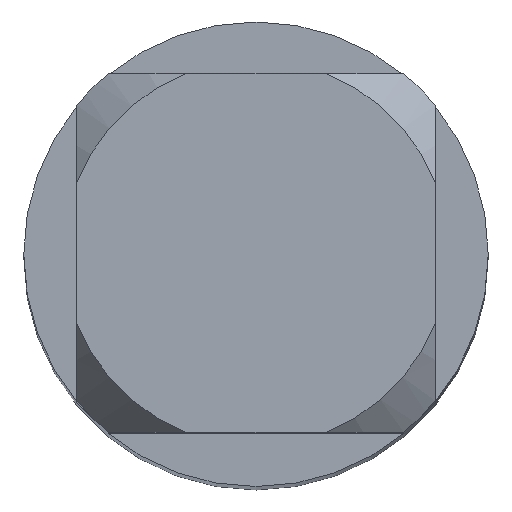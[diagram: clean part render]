
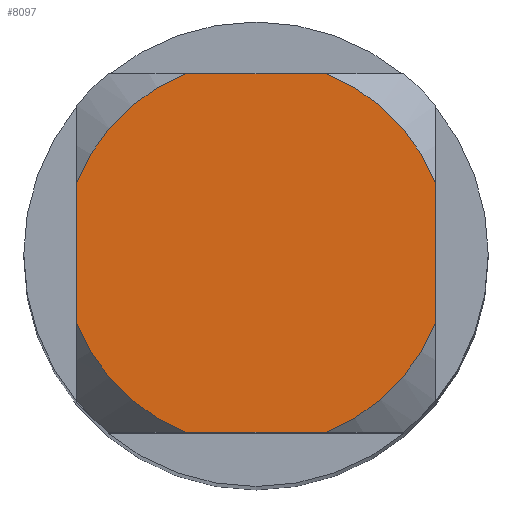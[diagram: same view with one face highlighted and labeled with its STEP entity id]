
A CAD part, top view. The second image highlights one B-rep face of the part: STEP entity #8097.
In plain terms, the highlighted planar face has unit normal (0, 0, 1).
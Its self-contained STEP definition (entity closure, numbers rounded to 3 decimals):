
#5499=EDGE_CURVE('',#7511,#8925,#13754,.T.);
#5571=VERTEX_POINT('',#13831);
#5709=VERTEX_POINT('',#13987);
#6405=EDGE_CURVE('',#9553,#6841,#14736,.T.);
#6625=EDGE_CURVE('',#8029,#6841,#14969,.T.);
#6841=VERTEX_POINT('',#15201);
#7511=VERTEX_POINT('',#15941);
#7633=EDGE_CURVE('',#8029,#8925,#16072,.T.);
#8029=VERTEX_POINT('',#16512);
#8097=ADVANCED_FACE('',(#16589),#16590,.T.);
#8111=VERTEX_POINT('',#16604);
#8207=EDGE_CURVE('',#7511,#8111,#16708,.T.);
#8925=VERTEX_POINT('',#17489);
#9553=VERTEX_POINT('',#18172);
#11143=EDGE_CURVE('',#9553,#5709,#19899,.T.);
#11635=EDGE_CURVE('',#5571,#5709,#20430,.T.);
#12021=EDGE_CURVE('',#5571,#8111,#20844,.T.);
#13754=CIRCLE('',#26114,1.45);
#13831=CARTESIAN_POINT('',(-0.529,-1.35,0.0));
#13987=CARTESIAN_POINT('',(0.529,-1.35,0.0));
#14736=LINE('',#28801,#28802);
#14969=CIRCLE('',#29424,1.45);
#15201=CARTESIAN_POINT('',(1.35,0.529,0.0));
#15941=CARTESIAN_POINT('',(-1.35,0.529,0.0));
#16072=LINE('',#32477,#32478);
#16512=CARTESIAN_POINT('',(0.529,1.35,0.0));
#16589=FACE_OUTER_BOUND('',#33570,.T.);
#16590=PLANE('',#33571);
#16604=CARTESIAN_POINT('',(-1.35,-0.529,0.0));
#16708=LINE('',#33920,#33921);
#17489=CARTESIAN_POINT('',(-0.529,1.35,0.0));
#18172=CARTESIAN_POINT('',(1.35,-0.529,0.0));
#19899=CIRCLE('',#41855,1.45);
#20430=LINE('',#43226,#43227);
#20844=CIRCLE('',#44216,1.45);
#26114=AXIS2_PLACEMENT_3D('',#46825,#46826,#46827);
#28801=CARTESIAN_POINT('',(1.35,0.363,0.0));
#28802=VECTOR('',#48100,1.0);
#29424=AXIS2_PLACEMENT_3D('',#48290,#48291,#48292);
#32477=CARTESIAN_POINT('',(0.0,1.35,0.0));
#32478=VECTOR('',#49391,1.0);
#33570=EDGE_LOOP('',(#49986,#49987,#49988,#49989,#49990,#49991,#49992,#49993));
#33571=AXIS2_PLACEMENT_3D('',#49994,#49995,#49996);
#33920=CARTESIAN_POINT('',(-1.35,0.363,0.0));
#33921=VECTOR('',#50095,1.0);
#41855=AXIS2_PLACEMENT_3D('',#53282,#53283,#53284);
#43226=CARTESIAN_POINT('',(0.0,-1.35,0.0));
#43227=VECTOR('',#53757,1.0);
#44216=AXIS2_PLACEMENT_3D('',#54126,#54127,#54128);
#46825=CARTESIAN_POINT('',(0.0,0.0,0.0));
#46826=DIRECTION('',(0.0,0.0,-1.0));
#46827=DIRECTION('',(0.0,1.0,0.0));
#48100=DIRECTION('',(-0.0,1.0,0.0));
#48290=CARTESIAN_POINT('',(0.0,0.0,0.0));
#48291=DIRECTION('',(0.0,0.0,-1.0));
#48292=DIRECTION('',(0.0,1.0,0.0));
#49391=DIRECTION('',(-1.0,0.0,0.0));
#49986=ORIENTED_EDGE('',*,*,#8207,.T.);
#49987=ORIENTED_EDGE('',*,*,#12021,.F.);
#49988=ORIENTED_EDGE('',*,*,#11635,.T.);
#49989=ORIENTED_EDGE('',*,*,#11143,.F.);
#49990=ORIENTED_EDGE('',*,*,#6405,.T.);
#49991=ORIENTED_EDGE('',*,*,#6625,.F.);
#49992=ORIENTED_EDGE('',*,*,#7633,.T.);
#49993=ORIENTED_EDGE('',*,*,#5499,.F.);
#49994=CARTESIAN_POINT('',(0.0,0.725,0.0));
#49995=DIRECTION('',(-0.0,0.0,1.0));
#49996=DIRECTION('',(0.0,-1.0,0.0));
#50095=DIRECTION('',(-0.0,-1.0,0.0));
#53282=CARTESIAN_POINT('',(0.0,0.0,0.0));
#53283=DIRECTION('',(0.0,0.0,-1.0));
#53284=DIRECTION('',(0.0,1.0,0.0));
#53757=DIRECTION('',(1.0,0.0,0.0));
#54126=CARTESIAN_POINT('',(0.0,0.0,0.0));
#54127=DIRECTION('',(0.0,0.0,-1.0));
#54128=DIRECTION('',(0.0,1.0,0.0));
